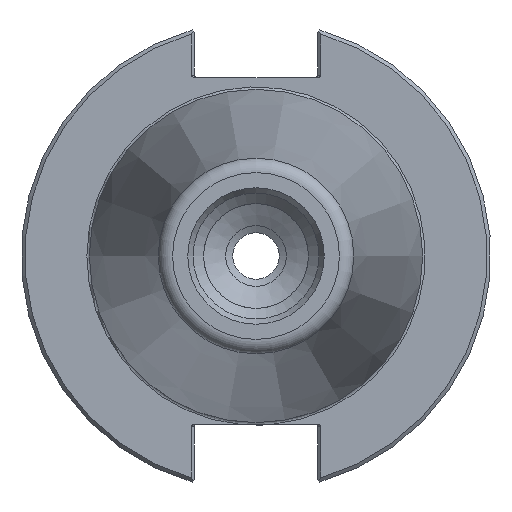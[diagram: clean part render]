
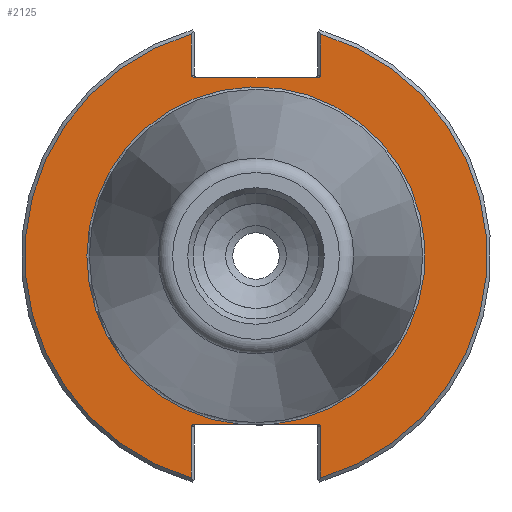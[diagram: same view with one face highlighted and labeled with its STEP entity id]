
A CAD part, left-side view. The second image highlights one B-rep face of the part: STEP entity #2125.
In plain terms, the highlighted planar face has unit normal (-1, 0, 0).
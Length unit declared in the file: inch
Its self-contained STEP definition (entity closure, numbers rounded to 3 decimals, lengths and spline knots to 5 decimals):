
#31=ELLIPSE('',#2266,0.02828,0.02);
#35=ELLIPSE('',#2275,0.02828,0.02);
#36=ELLIPSE('',#2279,0.02828,0.02);
#40=ELLIPSE('',#2288,0.02828,0.02);
#125=LINE('',#4218,#227);
#133=LINE('',#4250,#235);
#141=LINE('',#4281,#243);
#149=LINE('',#4313,#251);
#151=LINE('',#4338,#253);
#152=LINE('',#4340,#254);
#153=LINE('',#4342,#255);
#227=VECTOR('',#2621,0.33967);
#235=VECTOR('',#2647,0.42367);
#243=VECTOR('',#2671,0.42367);
#251=VECTOR('',#2697,0.33967);
#253=VECTOR('',#2709,0.36464);
#254=VECTOR('',#2712,1.00843);
#255=VECTOR('',#2715,0.36464);
#422=PLANE('',#2299);
#560=FACE_OUTER_BOUND('',#712,.T.);
#712=EDGE_LOOP('',(#1638,#1639,#1640,#1641,#1642,#1643,#1644,#1645,#1646,
#1647,#1648,#1649,#1650,#1651));
#843=CIRCLE('',#2297,1.395);
#845=CIRCLE('',#2300,1.9075);
#846=CIRCLE('',#2301,1.9075);
#991=VERTEX_POINT('',#4203);
#992=VERTEX_POINT('',#4205);
#995=VERTEX_POINT('',#4217);
#1000=VERTEX_POINT('',#4235);
#1001=VERTEX_POINT('',#4237);
#1004=VERTEX_POINT('',#4249);
#1006=VERTEX_POINT('',#4257);
#1007=VERTEX_POINT('',#4258);
#1013=VERTEX_POINT('',#4277);
#1016=VERTEX_POINT('',#4291);
#1017=VERTEX_POINT('',#4293);
#1022=VERTEX_POINT('',#4309);
#1024=VERTEX_POINT('',#4321);
#1025=VERTEX_POINT('',#4322);
#1217=EDGE_CURVE('',#991,#992,#31,.T.);
#1222=EDGE_CURVE('',#992,#995,#125,.T.);
#1231=EDGE_CURVE('',#1000,#1001,#35,.T.);
#1236=EDGE_CURVE('',#1001,#1004,#133,.T.);
#1239=EDGE_CURVE('',#1006,#1007,#36,.T.);
#1250=EDGE_CURVE('',#1013,#1006,#141,.T.);
#1255=EDGE_CURVE('',#1016,#1017,#40,.T.);
#1264=EDGE_CURVE('',#1022,#1016,#149,.T.);
#1268=EDGE_CURVE('',#1024,#1025,#843,.T.);
#1270=EDGE_CURVE('',#1007,#1024,#151,.T.);
#1271=EDGE_CURVE('',#995,#1013,#845,.T.);
#1272=EDGE_CURVE('',#1017,#991,#152,.T.);
#1273=EDGE_CURVE('',#1004,#1022,#846,.T.);
#1274=EDGE_CURVE('',#1025,#1000,#153,.T.);
#1638=ORIENTED_EDGE('',*,*,#1268,.F.);
#1639=ORIENTED_EDGE('',*,*,#1270,.F.);
#1640=ORIENTED_EDGE('',*,*,#1239,.F.);
#1641=ORIENTED_EDGE('',*,*,#1250,.F.);
#1642=ORIENTED_EDGE('',*,*,#1271,.F.);
#1643=ORIENTED_EDGE('',*,*,#1222,.F.);
#1644=ORIENTED_EDGE('',*,*,#1217,.F.);
#1645=ORIENTED_EDGE('',*,*,#1272,.F.);
#1646=ORIENTED_EDGE('',*,*,#1255,.F.);
#1647=ORIENTED_EDGE('',*,*,#1264,.F.);
#1648=ORIENTED_EDGE('',*,*,#1273,.F.);
#1649=ORIENTED_EDGE('',*,*,#1236,.F.);
#1650=ORIENTED_EDGE('',*,*,#1231,.F.);
#1651=ORIENTED_EDGE('',*,*,#1274,.F.);
#2125=ADVANCED_FACE('',(#560),#422,.T.);
#2266=AXIS2_PLACEMENT_3D('',#4206,#2612,#2613);
#2275=AXIS2_PLACEMENT_3D('',#4238,#2638,#2639);
#2279=AXIS2_PLACEMENT_3D('',#4259,#2651,#2652);
#2288=AXIS2_PLACEMENT_3D('',#4294,#2679,#2680);
#2297=AXIS2_PLACEMENT_3D('',#4334,#2703,#2704);
#2299=AXIS2_PLACEMENT_3D('',#4337,#2707,#2708);
#2300=AXIS2_PLACEMENT_3D('',#4339,#2710,#2711);
#2301=AXIS2_PLACEMENT_3D('',#4341,#2713,#2714);
#2612=DIRECTION('center_axis',(-1.,0.,0.));
#2613=DIRECTION('ref_axis',(0.,-1.,0.));
#2621=DIRECTION('',(0.,0.,1.));
#2638=DIRECTION('center_axis',(-1.,0.,0.));
#2639=DIRECTION('ref_axis',(0.,1.,0.));
#2647=DIRECTION('',(0.,0.,-1.));
#2651=DIRECTION('center_axis',(-1.,0.,0.));
#2652=DIRECTION('ref_axis',(0.,-1.,0.));
#2671=DIRECTION('',(0.,0.,1.));
#2679=DIRECTION('center_axis',(-1.,0.,0.));
#2680=DIRECTION('ref_axis',(0.,1.,0.));
#2697=DIRECTION('',(0.,0.,-1.));
#2703=DIRECTION('center_axis',(-1.,0.,0.));
#2704=DIRECTION('ref_axis',(0.,-1.,0.));
#2707=DIRECTION('center_axis',(-1.,0.,0.));
#2708=DIRECTION('ref_axis',(0.,0.,1.));
#2709=DIRECTION('',(0.,1.,0.));
#2710=DIRECTION('center_axis',(1.,0.,0.));
#2711=DIRECTION('ref_axis',(0.,-1.,0.));
#2712=DIRECTION('',(0.,-1.,0.));
#2713=DIRECTION('center_axis',(1.,0.,0.));
#2714=DIRECTION('ref_axis',(0.,1.,0.));
#2715=DIRECTION('',(0.,1.,0.));
#4203=CARTESIAN_POINT('',(0.125,-0.50422,1.472));
#4205=CARTESIAN_POINT('',(0.125,-0.5325,1.492));
#4206=CARTESIAN_POINT('Origin',(0.125,-0.50422,1.492));
#4217=CARTESIAN_POINT('',(0.125,-0.5325,1.83167));
#4218=CARTESIAN_POINT('',(0.125,-0.5325,0.736));
#4235=CARTESIAN_POINT('',(0.125,0.50422,-1.388));
#4237=CARTESIAN_POINT('',(0.125,0.5325,-1.408));
#4238=CARTESIAN_POINT('Origin',(0.125,0.50422,-1.408));
#4249=CARTESIAN_POINT('',(0.125,0.5325,-1.83167));
#4250=CARTESIAN_POINT('',(0.125,0.5325,-0.694));
#4257=CARTESIAN_POINT('',(0.125,-0.5325,-1.408));
#4258=CARTESIAN_POINT('',(0.125,-0.50422,-1.388));
#4259=CARTESIAN_POINT('Origin',(0.125,-0.50422,-1.408));
#4277=CARTESIAN_POINT('',(0.125,-0.5325,-1.83167));
#4281=CARTESIAN_POINT('',(0.125,-0.5325,-0.694));
#4291=CARTESIAN_POINT('',(0.125,0.5325,1.492));
#4293=CARTESIAN_POINT('',(0.125,0.50422,1.472));
#4294=CARTESIAN_POINT('Origin',(0.125,0.50422,1.492));
#4309=CARTESIAN_POINT('',(0.125,0.5325,1.83167));
#4313=CARTESIAN_POINT('',(0.125,0.5325,0.736));
#4321=CARTESIAN_POINT('',(0.125,-0.13957,-1.388));
#4322=CARTESIAN_POINT('',(0.125,0.13957,-1.388));
#4334=CARTESIAN_POINT('Origin',(0.125,0.,0.));
#4337=CARTESIAN_POINT('Origin',(0.125,1.65625,0.));
#4338=CARTESIAN_POINT('',(0.125,0.82813,-1.388));
#4339=CARTESIAN_POINT('Origin',(0.125,0.,0.));
#4340=CARTESIAN_POINT('',(0.125,0.82813,1.472));
#4341=CARTESIAN_POINT('Origin',(0.125,0.,0.));
#4342=CARTESIAN_POINT('',(0.125,0.82813,-1.388));
